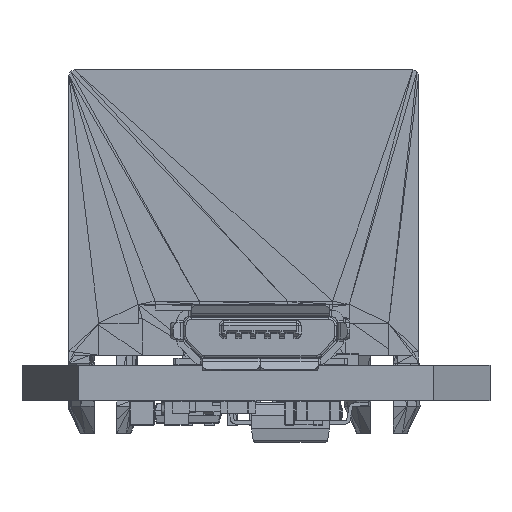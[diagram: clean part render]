
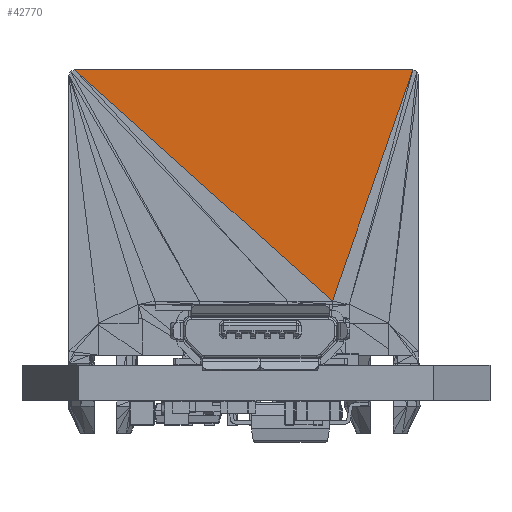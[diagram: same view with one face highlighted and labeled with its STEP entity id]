
A CAD part, left-side view. The second image highlights one B-rep face of the part: STEP entity #42770.
In plain terms, the highlighted face is planar.
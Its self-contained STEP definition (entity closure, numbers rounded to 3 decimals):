
#42396 = VERTEX_POINT('',#42397);
#42397 = CARTESIAN_POINT('',(-7.549,6.428,
    13.135));
#42730 = VERTEX_POINT('',#42731);
#42731 = CARTESIAN_POINT('',(7.607,6.428,
    13.135));
#42737 = EDGE_CURVE('',#42730,#42396,#42738,.T.);
#42738 = LINE('',#42739,#42740);
#42739 = CARTESIAN_POINT('',(7.607,6.428,
    13.135));
#42740 = VECTOR('',#42741,1.);
#42741 = DIRECTION('',(-1.,0.,0.));
#42751 = EDGE_CURVE('',#42396,#42752,#42754,.T.);
#42752 = VERTEX_POINT('',#42753);
#42753 = CARTESIAN_POINT('',(-3.937,6.428,
    2.779));
#42754 = LINE('',#42755,#42756);
#42755 = CARTESIAN_POINT('',(-7.549,6.428,
    13.135));
#42756 = VECTOR('',#42757,1.);
#42757 = DIRECTION('',(0.329,0.,-0.944));
#42770 = ADVANCED_FACE('',(#42771),#42781,.F.);
#42771 = FACE_BOUND('',#42772,.T.);
#42772 = EDGE_LOOP('',(#42773,#42774,#42780));
#42773 = ORIENTED_EDGE('',*,*,#42737,.F.);
#42774 = ORIENTED_EDGE('',*,*,#42775,.T.);
#42775 = EDGE_CURVE('',#42730,#42752,#42776,.T.);
#42776 = LINE('',#42777,#42778);
#42777 = CARTESIAN_POINT('',(7.607,6.428,
    13.135));
#42778 = VECTOR('',#42779,1.);
#42779 = DIRECTION('',(-0.744,0.,-0.668));
#42780 = ORIENTED_EDGE('',*,*,#42751,.F.);
#42781 = PLANE('',#42782);
#42782 = AXIS2_PLACEMENT_3D('',#42783,#42784,#42785);
#42783 = CARTESIAN_POINT('',(-7.549,6.428,
    13.135));
#42784 = DIRECTION('',(0.,-1.,0.));
#42785 = DIRECTION('',(0.,0.,-1.));
